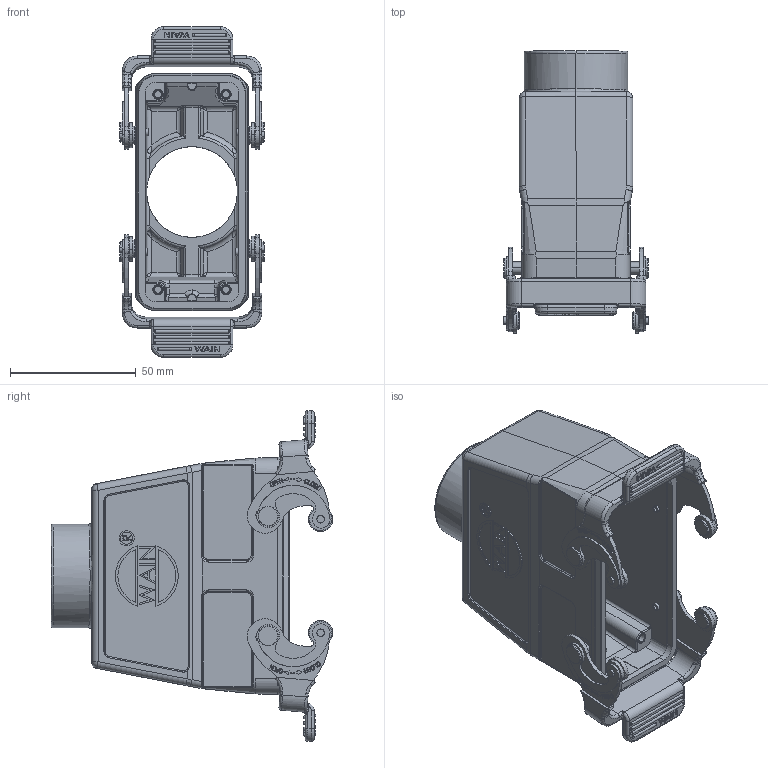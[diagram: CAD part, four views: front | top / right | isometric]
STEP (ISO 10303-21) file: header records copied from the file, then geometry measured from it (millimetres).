
FILE_DESCRIPTION(/* description */ (''),/* implementation_level */ '2;1');
FILE_NAME(/* name */ '3D_1240167415005_HV16B-CCTH-2L_SC-M40_V1.1.stp',/* time_stamp */ '2024-01-10T13:41:44+08:00',/* author */ (''),/* organization */ (''),/* preprocessor_version */ 'ST-DEVELOPER v18.1',/* originating_system */ 'SIEMENS PLM Software NX 1980',/* authorisation */ '');
FILE_SCHEMA (('AUTOMOTIVE_DESIGN { 1 0 10303 214 3 1 1 1 }'));
Products named in the file (1): 1459141CBC7C11tr
Bounding box: 57.5 x 111.9 x 131.3 mm (x, y, z)
Volume: 92944.9 mm3; surface area: 61066.7 mm2
Topology: 3 solids, 3 shells, 1846 faces, 4892 edges, 3183 vertices
Faces by surface type: plane 842, cylinder 540, torus 184, extrusion 86, bspline 86, cone 66, sphere 40, revolution 2
Full cylindrical faces by diameter (mm): 36 x1, 38.6 x1
Entity records: 74147 total; most frequent: CARTESIAN_POINT 22975, ORIENTED_EDGE 9674, DIRECTION 8275, EDGE_CURVE 4837, VERTEX_POINT 3181, AXIS2_PLACEMENT_3D 2922, VECTOR 2429, LINE 2343
